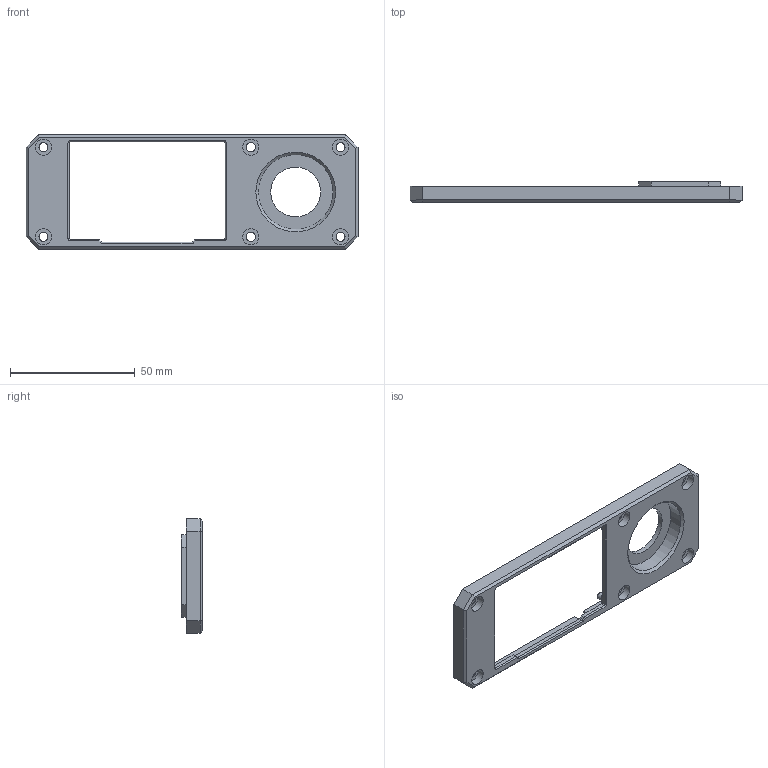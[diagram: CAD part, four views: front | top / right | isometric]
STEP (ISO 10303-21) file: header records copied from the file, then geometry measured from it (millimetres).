
FILE_DESCRIPTION( ( '' ), ' ' );
FILE_NAME( '5e45ffe16db6871503961782.step', '2020-02-14T02:03:13', ( '' ), ( '' ), ' ', ' ', ' ' );
FILE_SCHEMA( ( 'AUTOMOTIVE_DESIGN { 1 0 10303 214 1 1 1 1 }' ) );
Length unit declared in the file: metre
Products named in the file (1): front panel front
Bounding box: 133.2 x 8.5 x 46 mm (x, y, z)
Volume: 15725.6 mm3; surface area: 11509.5 mm2
Topology: 1 solids, 1 shells, 112 faces, 277 edges, 176 vertices
Faces by surface type: plane 77, cylinder 26, cone 9
Full cylindrical faces by diameter (mm): 2.7 x4, 3.6 x6, 6.5 x6, 20 x1, 30 x1
Entity records: 4066 total; most frequent: DIRECTION 536, CARTESIAN_POINT 535, ORIENTED_EDGE 502, EDGE_CURVE 251, LINE 192, VECTOR 192, AXIS2_PLACEMENT_3D 172, VERTEX_POINT 171
